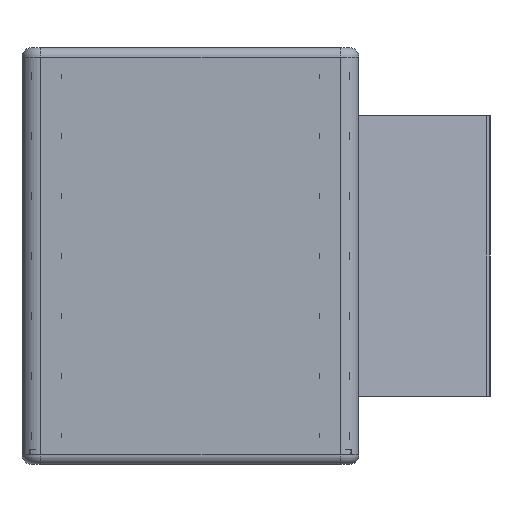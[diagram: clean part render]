
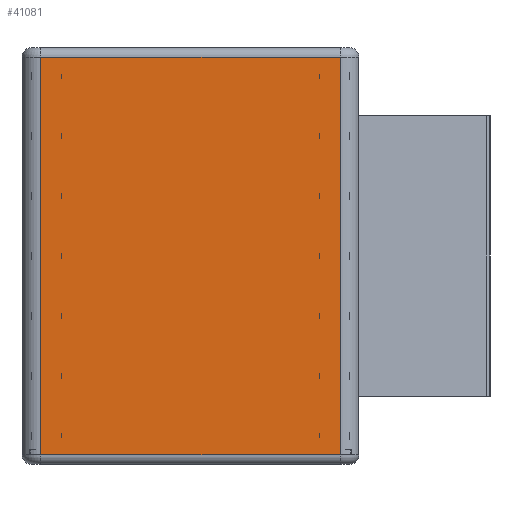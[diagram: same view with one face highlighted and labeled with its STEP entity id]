
A CAD part, left-side view. The second image highlights one B-rep face of the part: STEP entity #41081.
In plain terms, the highlighted planar face has unit normal (-1, 0, 0).
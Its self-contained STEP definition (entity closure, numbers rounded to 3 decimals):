
#178 = CARTESIAN_POINT ( 'NONE',  ( -900., 160., 10. ) ) ;
#478 = CARTESIAN_POINT ( 'NONE',  ( -900., -160., 0. ) ) ;
#1580 = VECTOR ( 'NONE', #41251, 1000. ) ;
#2682 = EDGE_CURVE ( 'NONE', #22332, #29233, #28366, .T. ) ;
#4608 = ORIENTED_EDGE ( 'NONE', *, *, #33889, .T. ) ;
#6524 = LINE ( 'NONE', #19968, #31865 ) ;
#7420 = VECTOR ( 'NONE', #8494, 1000. ) ;
#8494 = DIRECTION ( 'NONE',  ( 0., 0., -1. ) ) ;
#8861 = ORIENTED_EDGE ( 'NONE', *, *, #43098, .T. ) ;
#12030 = CARTESIAN_POINT ( 'NONE',  ( -900., 160., 0. ) ) ;
#12956 = CARTESIAN_POINT ( 'NONE',  ( -900., -160., 435. ) ) ;
#14978 = PLANE ( 'NONE',  #19570 ) ;
#16665 = DIRECTION ( 'NONE',  ( 0., -1., 0. ) ) ;
#19177 = EDGE_LOOP ( 'NONE', ( #32645, #30790, #4608, #8861 ) ) ;
#19570 = AXIS2_PLACEMENT_3D ( 'NONE', #38362, #28439, #42098 ) ;
#19896 = CARTESIAN_POINT ( 'NONE',  ( -900., 0., 435. ) ) ;
#19968 = CARTESIAN_POINT ( 'NONE',  ( -900., 0., 10. ) ) ;
#20562 = CARTESIAN_POINT ( 'NONE',  ( -900., -160., 10. ) ) ;
#22332 = VERTEX_POINT ( 'NONE', #26241 ) ;
#25903 = DIRECTION ( 'NONE',  ( 0., 1., 0. ) ) ;
#26241 = CARTESIAN_POINT ( 'NONE',  ( -900., 160., 435. ) ) ;
#26549 = LINE ( 'NONE', #19896, #41488 ) ;
#28366 = LINE ( 'NONE', #12030, #7420 ) ;
#28439 = DIRECTION ( 'NONE',  ( 1., 0., 0. ) ) ;
#29233 = VERTEX_POINT ( 'NONE', #178 ) ;
#30790 = ORIENTED_EDGE ( 'NONE', *, *, #35953, .T. ) ;
#31865 = VECTOR ( 'NONE', #16665, 1000. ) ;
#32645 = ORIENTED_EDGE ( 'NONE', *, *, #2682, .T. ) ;
#33889 = EDGE_CURVE ( 'NONE', #37614, #38756, #40375, .T. ) ;
#35953 = EDGE_CURVE ( 'NONE', #29233, #37614, #6524, .T. ) ;
#37614 = VERTEX_POINT ( 'NONE', #20562 ) ;
#38362 = CARTESIAN_POINT ( 'NONE',  ( -900., 0., 222.5 ) ) ;
#38756 = VERTEX_POINT ( 'NONE', #12956 ) ;
#39012 = FACE_OUTER_BOUND ( 'NONE', #19177, .T. ) ;
#40375 = LINE ( 'NONE', #478, #1580 ) ;
#41081 = ADVANCED_FACE ( 'NONE', ( #39012 ), #14978, .F. ) ;
#41251 = DIRECTION ( 'NONE',  ( 0., 0., 1. ) ) ;
#41488 = VECTOR ( 'NONE', #25903, 1000. ) ;
#42098 = DIRECTION ( 'NONE',  ( 0., 0., -1. ) ) ;
#43098 = EDGE_CURVE ( 'NONE', #38756, #22332, #26549, .T. ) ;
